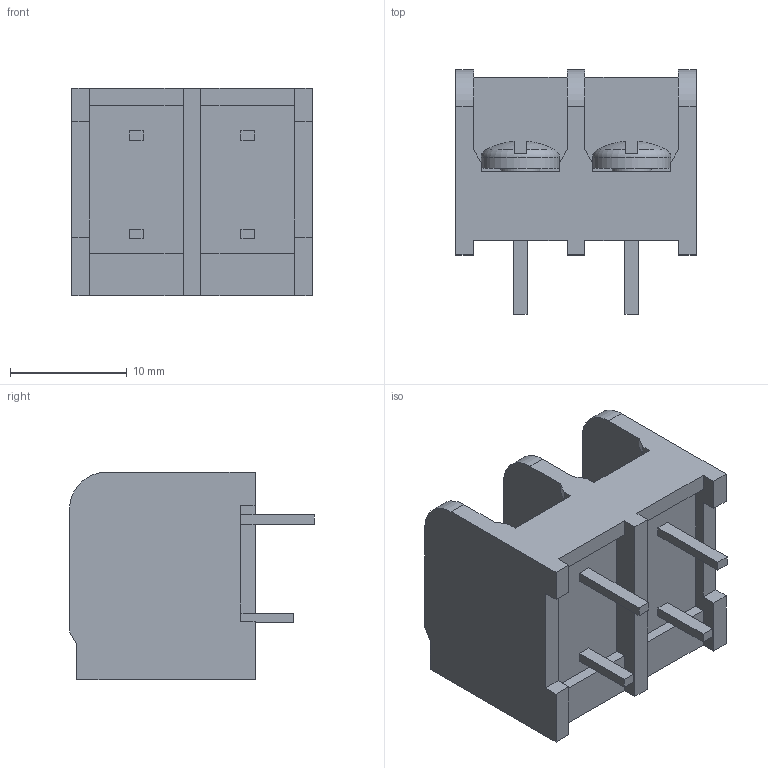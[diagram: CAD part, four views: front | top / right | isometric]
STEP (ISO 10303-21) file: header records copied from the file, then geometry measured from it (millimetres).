
FILE_DESCRIPTION((''),'2;1');
FILE_NAME('C-3-1437651-4','2013-11-13T',('workeradm'),('Tyco Electronics Ltd.'),'PRO/ENGINEER BY PARAMETRIC TECHNOLOGY CORPORATION, 2013050','PRO/ENGINEER BY PARAMETRIC TECHNOLOGY CORPORATION, 2013050','');
FILE_SCHEMA(('AUTOMOTIVE_DESIGN { 1 0 10303 214 1 1 1 1 }'));
Length unit declared in the file: inch
Products named in the file (1): C-3-1437651-4
Bounding box: 20.6 x 20.95 x 17.78 mm (x, y, z)
Volume: 3214.1 mm3; surface area: 2922.8 mm2
Topology: 1 solids, 1 shells, 163 faces, 441 edges, 290 vertices
Faces by surface type: plane 130, cylinder 21, sphere 8, torus 4
Entity records: 6025 total; most frequent: CARTESIAN_POINT 1707, ORIENTED_EDGE 882, DIRECTION 821, EDGE_CURVE 441, VECTOR 347, LINE 347, VERTEX_POINT 290, AXIS2_PLACEMENT_3D 237
